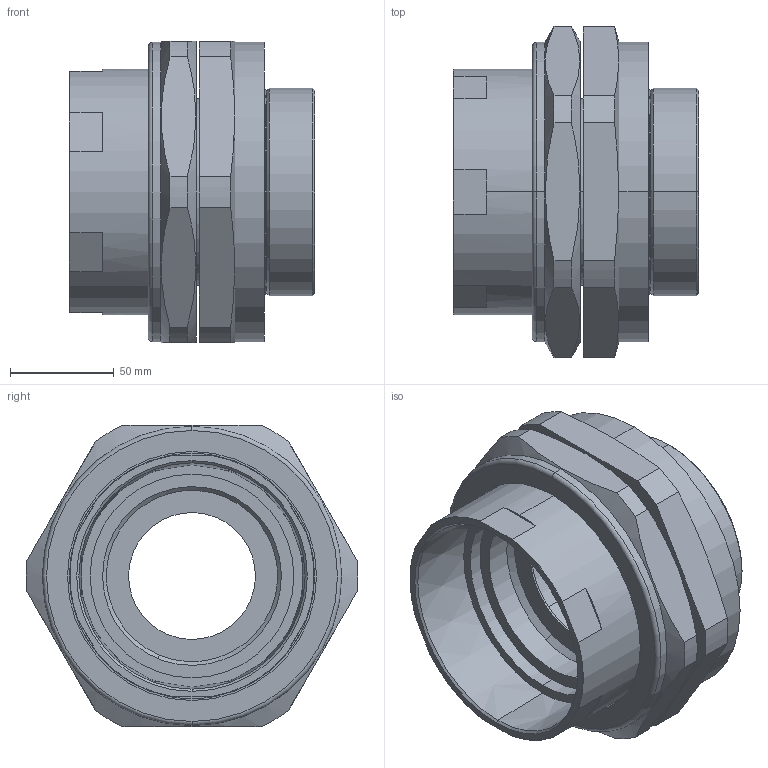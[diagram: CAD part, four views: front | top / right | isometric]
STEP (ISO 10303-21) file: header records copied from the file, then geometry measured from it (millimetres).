
FILE_DESCRIPTION (( 'STEP AP203' ), '1' );
FILE_NAME ('PX780REXDM10T10.STEP', '2017-09-26T12:28:27', ( '' ), ( '' ), 'SwSTEP 2.0', 'SolidWorks 2017', '' );
FILE_SCHEMA (( 'CONFIG_CONTROL_DESIGN' ));
Length unit declared in the file: millimetre
Products named in the file (1): PX780REXDM10T10
Bounding box: 118.12 x 159.42 x 145 mm (x, y, z)
Surface area: 139659 mm2 (no closed solid volume)
Topology: 0 solids, 6 shells, 105 faces, 264 edges, 170 vertices
Faces by surface type: plane 35, cylinder 34, cone 34, torus 2
Entity records: 3410 total; most frequent: CARTESIAN_POINT 788, DIRECTION 562, ORIENTED_EDGE 504, EDGE_CURVE 264, AXIS2_PLACEMENT_3D 232, VERTEX_POINT 170, CIRCLE 126, EDGE_LOOP 116
